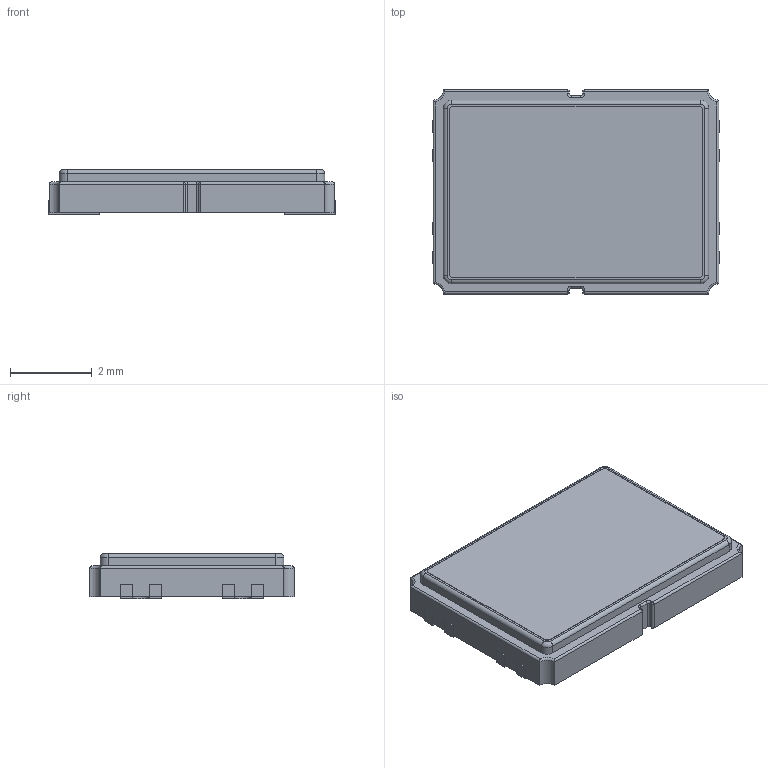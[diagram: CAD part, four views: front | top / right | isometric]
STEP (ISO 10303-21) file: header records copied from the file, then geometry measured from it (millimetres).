
FILE_DESCRIPTION(('FreeCAD Model'),'2;1');
FILE_NAME('Open CASCADE Shape Model','2022-04-20T14:42:18',('Author'),( ''),'Open CASCADE STEP processor 7.5','FreeCAD','Unknown');
FILE_SCHEMA(('AUTOMOTIVE_DESIGN { 1 0 10303 214 1 1 1 1 }'));
Length unit declared in the file: millimetre
Products named in the file (10): Part; Body001; Body; Body002; Body003; Pins; Pin; Pin001; Pin002; Pin003
Assembly tree (9 placements, depth 3):
  Part
    Body001
      Body
      Body002
      Body003
    Pins
      Pin
      Pin001
      Pin002
      Pin003
Bounding box: 7.02 x 5 x 1.11 mm (x, y, z)
Volume: 36.6 mm3; surface area: 219.1 mm2
Topology: 7 solids, 7 shells, 111 faces, 259 edges, 158 vertices
Faces by surface type: plane 55, cylinder 40, torus 12, sphere 4
Entity records: 7135 total; most frequent: CARTESIAN_POINT 1644, DIRECTION 1043, LINE 613, VECTOR 613, ORIENTED_EDGE 510, PCURVE 510, DEFINITIONAL_REPRESENTATION 510, EDGE_CURVE 255
